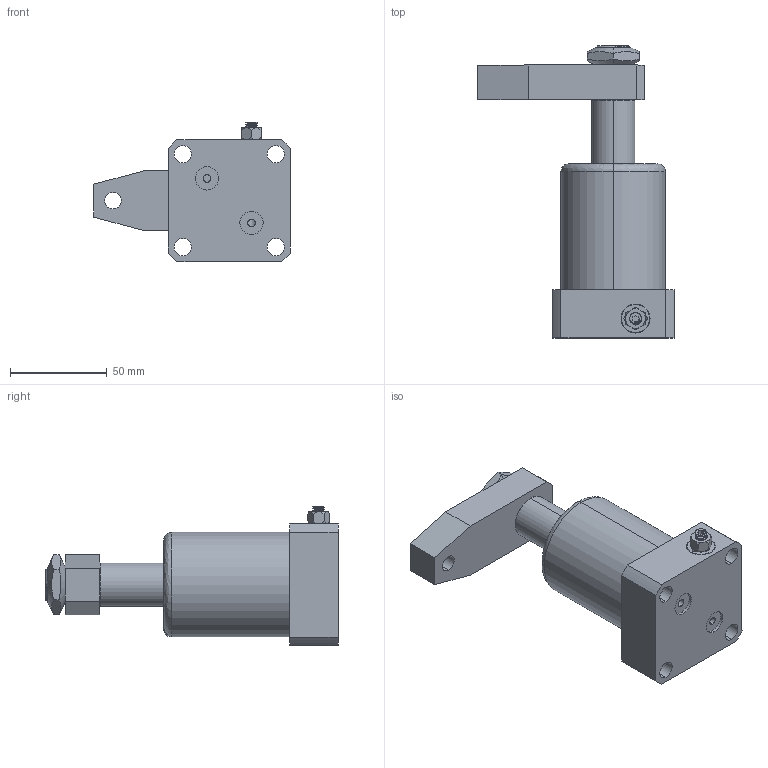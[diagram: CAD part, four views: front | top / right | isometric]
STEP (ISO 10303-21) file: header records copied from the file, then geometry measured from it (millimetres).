
FILE_DESCRIPTION (( 'STEP AP203' ), '1' );
FILE_NAME ('chs-mf40s_asm.STEP', '2019-04-19T01:37:59', ( '' ), ( '' ), 'SwSTEP 2.0', 'SolidWorks 2017', '' );
FILE_SCHEMA (( 'CONFIG_CONTROL_DESIGN' ));
Length unit declared in the file: millimetre
Products named in the file (9): CHS-MF40-TXF-03_1; chs-mf40s_asm; CHS-TXF-01_1; CHS-MF40-TXF-02_1; CHS-40S-01_5; M6_1; CHS-40S-02_5_1; CHS-MF40-03; M18_5
Assembly tree (8 placements, depth 2):
  chs-mf40s_asm
    CHS-MF40-03
    CHS-40S-02_5_1
    CHS-40S-01_5
    M18_5
    CHS-TXF-01_1
    CHS-MF40-TXF-03_1
    CHS-MF40-TXF-02_1
    M6_1
Bounding box: 101.51 x 150.9 x 71.99 mm (x, y, z)
Volume: 264661.1 mm3; surface area: 66249.5 mm2
Topology: 9 solids, 9 shells, 397 faces, 1082 edges, 715 vertices
Faces by surface type: cylinder 202, plane 88, cone 60, bspline 47
Entity records: 32379 total; most frequent: CARTESIAN_POINT 22335, ORIENTED_EDGE 2136, DIRECTION 1518, EDGE_CURVE 1068, VERTEX_POINT 715, AXIS2_PLACEMENT_3D 584, B_SPLINE_CURVE_WITH_KNOTS 471, EDGE_LOOP 447
